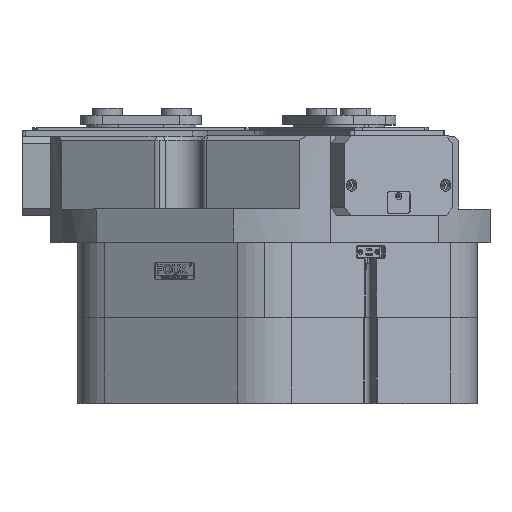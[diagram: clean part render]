
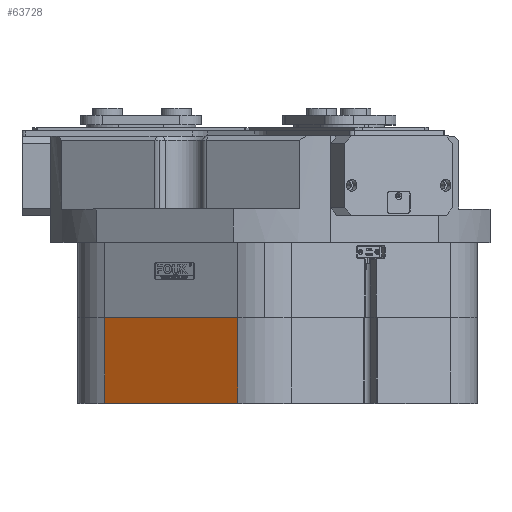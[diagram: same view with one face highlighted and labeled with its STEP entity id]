
A CAD part, top view. The second image highlights one B-rep face of the part: STEP entity #63728.
In plain terms, the highlighted face is planar.
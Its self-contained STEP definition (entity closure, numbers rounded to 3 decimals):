
#308 = CARTESIAN_POINT ( 'NONE',  ( 95., 0., -164.545 ) ) ;
#5204 = CARTESIAN_POINT ( 'NONE',  ( 157., 80., -128.749 ) ) ;
#6072 = DIRECTION ( 'NONE',  ( -0.866, 0., -0.5 ) ) ;
#8128 = EDGE_CURVE ( 'NONE', #25331, #52410, #60922, .T. ) ;
#13514 = CARTESIAN_POINT ( 'NONE',  ( 157., 0., -128.749 ) ) ;
#14137 = CARTESIAN_POINT ( 'NONE',  ( 380., 0., 0. ) ) ;
#14845 = CARTESIAN_POINT ( 'NONE',  ( 157., 0., -128.749 ) ) ;
#15670 = VERTEX_POINT ( 'NONE', #60630 ) ;
#18840 = EDGE_CURVE ( 'NONE', #62942, #25331, #34761, .T. ) ;
#21824 = DIRECTION ( 'NONE',  ( 0., 1., 0. ) ) ;
#22464 = ORIENTED_EDGE ( 'NONE', *, *, #34725, .F. ) ;
#25331 = VERTEX_POINT ( 'NONE', #13514 ) ;
#26226 = VECTOR ( 'NONE', #21824, 1000. ) ;
#26455 = EDGE_LOOP ( 'NONE', ( #22464, #45741, #52546, #44161 ) ) ;
#28715 = EDGE_CURVE ( 'NONE', #52410, #15670, #57760, .T. ) ;
#29986 = FACE_OUTER_BOUND ( 'NONE', #26455, .T. ) ;
#30540 = DIRECTION ( 'NONE',  ( 0., -1., 0. ) ) ;
#31554 = CARTESIAN_POINT ( 'NONE',  ( 33., 0., -200.341 ) ) ;
#34725 = EDGE_CURVE ( 'NONE', #62942, #15670, #63440, .T. ) ;
#34761 = LINE ( 'NONE', #14845, #67042 ) ;
#37942 = CARTESIAN_POINT ( 'NONE',  ( 380., 80., 0. ) ) ;
#44161 = ORIENTED_EDGE ( 'NONE', *, *, #28715, .T. ) ;
#45741 = ORIENTED_EDGE ( 'NONE', *, *, #18840, .T. ) ;
#49650 = CARTESIAN_POINT ( 'NONE',  ( 33., 0., -200.341 ) ) ;
#50116 = VECTOR ( 'NONE', #54534, 1000. ) ;
#50200 = DIRECTION ( 'NONE',  ( 0.5, 0., -0.866 ) ) ;
#52066 = DIRECTION ( 'NONE',  ( -0.866, 0., -0.5 ) ) ;
#52410 = VERTEX_POINT ( 'NONE', #49650 ) ;
#52546 = ORIENTED_EDGE ( 'NONE', *, *, #8128, .T. ) ;
#54534 = DIRECTION ( 'NONE',  ( -0.866, 0., -0.5 ) ) ;
#56842 = VECTOR ( 'NONE', #6072, 1000. ) ;
#57760 = LINE ( 'NONE', #31554, #26226 ) ;
#60630 = CARTESIAN_POINT ( 'NONE',  ( 33., 80., -200.341 ) ) ;
#60922 = LINE ( 'NONE', #308, #50116 ) ;
#61684 = AXIS2_PLACEMENT_3D ( 'NONE', #14137, #50200, #52066 ) ;
#62942 = VERTEX_POINT ( 'NONE', #5204 ) ;
#63440 = LINE ( 'NONE', #37942, #56842 ) ;
#63728 = ADVANCED_FACE ( 'NONE', ( #29986 ), #66858, .T. ) ;
#66858 = PLANE ( 'NONE',  #61684 ) ;
#67042 = VECTOR ( 'NONE', #30540, 1000. ) ;
